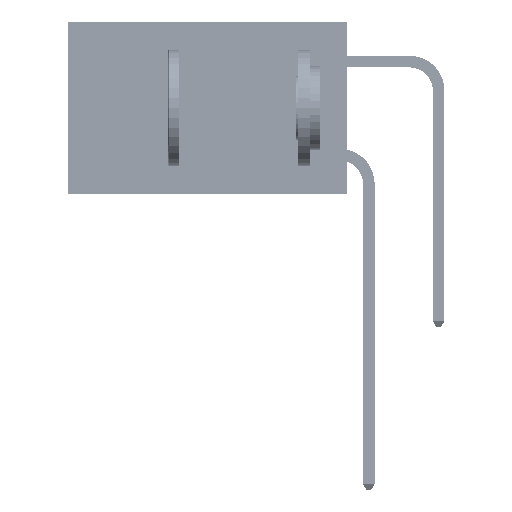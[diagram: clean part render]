
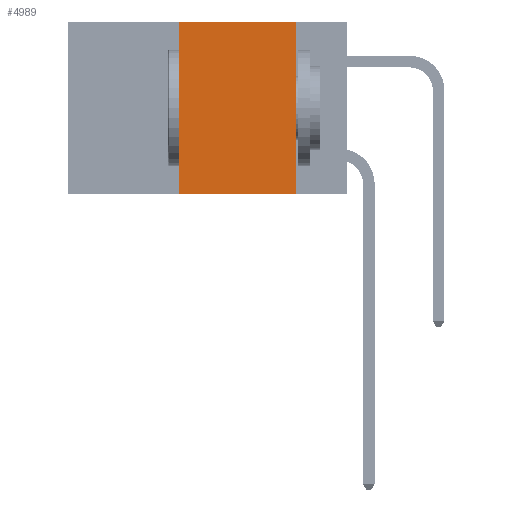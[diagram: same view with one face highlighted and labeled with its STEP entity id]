
A CAD part, left-side view. The second image highlights one B-rep face of the part: STEP entity #4989.
In plain terms, the highlighted planar face has unit normal (-1, 0, 0).
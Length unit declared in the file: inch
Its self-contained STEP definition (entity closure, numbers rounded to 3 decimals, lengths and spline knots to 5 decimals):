
#4989 = ADVANCED_FACE ( 'NONE', ( #8417 ), #35758, .F. ) ;
#7022 = LINE ( 'NONE', #38743, #13372 ) ;
#8417 = FACE_OUTER_BOUND ( 'NONE', #37883, .T. ) ;
#9821 = EDGE_CURVE ( 'NONE', #9866, #24358, #36157, .T. ) ;
#9866 = VERTEX_POINT ( 'NONE', #26080 ) ;
#10199 = CARTESIAN_POINT ( 'NONE',  ( 0., 0.6, -0.37 ) ) ;
#10367 = LINE ( 'NONE', #10199, #13230 ) ;
#12921 = LINE ( 'NONE', #20439, #34892 ) ;
#13230 = VECTOR ( 'NONE', #24568, 39.37008 ) ;
#13256 = CARTESIAN_POINT ( 'NONE',  ( 0., 0.36, -0.37 ) ) ;
#13372 = VECTOR ( 'NONE', #43603, 39.37008 ) ;
#13619 = DIRECTION ( 'NONE',  ( 1., 0., 0. ) ) ;
#14073 = VERTEX_POINT ( 'NONE', #40756 ) ;
#14745 = CARTESIAN_POINT ( 'NONE',  ( 0., 0.11, 0. ) ) ;
#20439 = CARTESIAN_POINT ( 'NONE',  ( 0., 0.6, 0. ) ) ;
#20673 = EDGE_CURVE ( 'NONE', #14073, #9866, #12921, .T. ) ;
#22015 = ORIENTED_EDGE ( 'NONE', *, *, #9821, .F. ) ;
#24358 = VERTEX_POINT ( 'NONE', #33387 ) ;
#24568 = DIRECTION ( 'NONE',  ( 0., -1., 0. ) ) ;
#26080 = CARTESIAN_POINT ( 'NONE',  ( 0., 0.11, 0. ) ) ;
#27541 = VECTOR ( 'NONE', #33173, 39.37008 ) ;
#28353 = CARTESIAN_POINT ( 'NONE',  ( 0., 0.6, 0. ) ) ;
#29140 = VERTEX_POINT ( 'NONE', #13256 ) ;
#30016 = EDGE_CURVE ( 'NONE', #29140, #14073, #7022, .T. ) ;
#31177 = EDGE_CURVE ( 'NONE', #29140, #24358, #10367, .T. ) ;
#31767 = DIRECTION ( 'NONE',  ( 0., -1., 0. ) ) ;
#32070 = DIRECTION ( 'NONE',  ( 0., 0., -1. ) ) ;
#32872 = AXIS2_PLACEMENT_3D ( 'NONE', #28353, #13619, #32070 ) ;
#33173 = DIRECTION ( 'NONE',  ( 0., 0., -1. ) ) ;
#33387 = CARTESIAN_POINT ( 'NONE',  ( 0., 0.11, -0.37 ) ) ;
#34095 = ORIENTED_EDGE ( 'NONE', *, *, #31177, .T. ) ;
#34892 = VECTOR ( 'NONE', #31767, 39.37008 ) ;
#35758 = PLANE ( 'NONE',  #32872 ) ;
#36157 = LINE ( 'NONE', #14745, #27541 ) ;
#37883 = EDGE_LOOP ( 'NONE', ( #22015, #43209, #45239, #34095 ) ) ;
#38743 = CARTESIAN_POINT ( 'NONE',  ( 0., 0.36, 0. ) ) ;
#40756 = CARTESIAN_POINT ( 'NONE',  ( 0., 0.36, 0. ) ) ;
#43209 = ORIENTED_EDGE ( 'NONE', *, *, #20673, .F. ) ;
#43603 = DIRECTION ( 'NONE',  ( 0., 0., 1. ) ) ;
#45239 = ORIENTED_EDGE ( 'NONE', *, *, #30016, .F. ) ;
